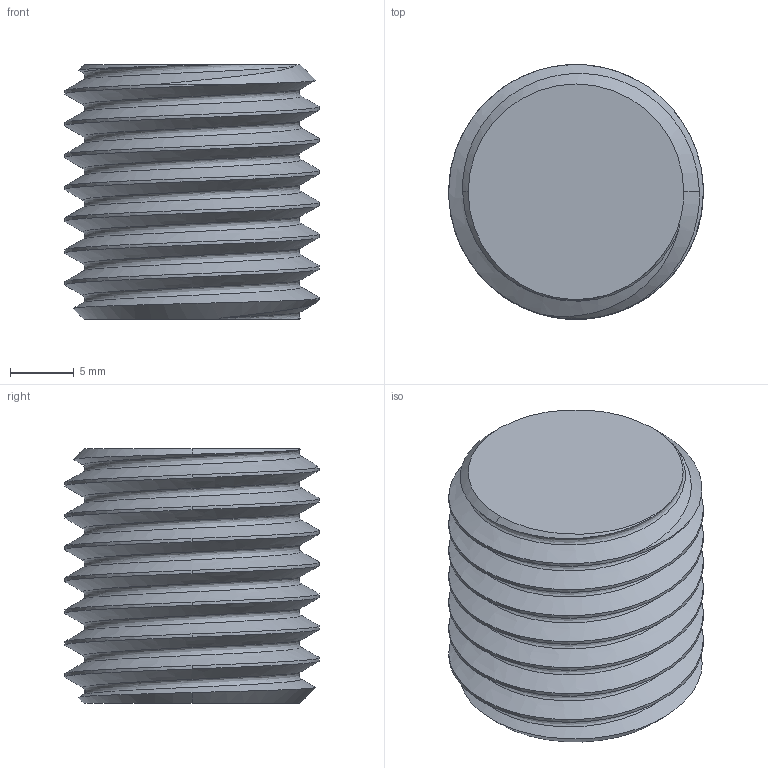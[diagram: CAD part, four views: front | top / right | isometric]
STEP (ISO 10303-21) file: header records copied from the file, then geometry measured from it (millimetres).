
FILE_DESCRIPTION(('STEP AP214'),'1');
FILE_NAME('tmp0.stp','2025-11-14T08:50:08',(' '),(' '),'Spatial InterOp 3D',' ',' ');
FILE_SCHEMA(('AUTOMOTIVE_DESIGN { 1 0 10303 214 1 1 1 1 }'));
Length unit declared in the file: millimetre
Products named in the file (1): 1
Bounding box: 20 x 19.98 x 20 mm (x, y, z)
Volume: 5246.6 mm3; surface area: 2379.2 mm2
Topology: 1 solids, 1 shells, 27 faces, 74 edges, 49 vertices
Faces by surface type: cylinder 15, cone 7, bspline 3, plane 2
Entity records: 5854 total; most frequent: CARTESIAN_POINT 5232, ORIENTED_EDGE 148, DIRECTION 87, EDGE_CURVE 74, VERTEX_POINT 49, B_SPLINE_CURVE_WITH_KNOTS 46, AXIS2_PLACEMENT_3D 34, ADVANCED_FACE 27
